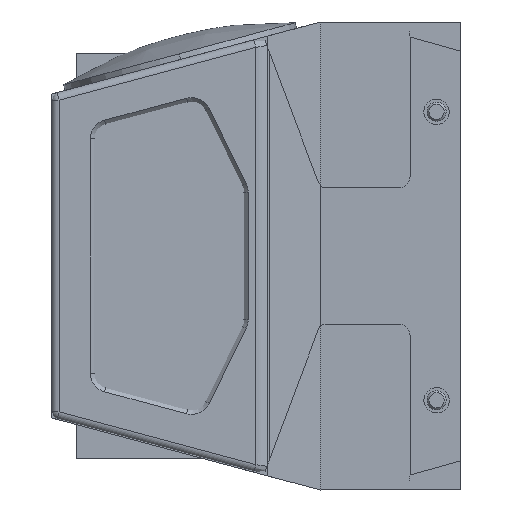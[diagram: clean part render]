
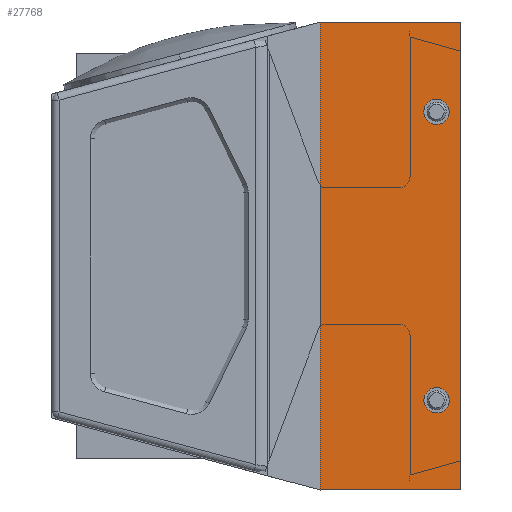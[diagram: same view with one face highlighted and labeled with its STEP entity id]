
A CAD part, left-side view. The second image highlights one B-rep face of the part: STEP entity #27768.
In plain terms, the highlighted planar face has unit normal (-1, 0, 0).
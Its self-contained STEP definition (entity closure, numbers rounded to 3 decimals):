
#27617=DIRECTION('',(0.,0.,1.));
#27618=VECTOR('',#27617,120.);
#27619=CARTESIAN_POINT('',(-21.5,-18.587,
-60.));
#27620=LINE('',#27619,#27618);
#27621=DIRECTION('',(0.,0.,-1.));
#27622=VECTOR('',#27621,120.);
#27623=CARTESIAN_POINT('',(-21.5,-54.585,60.));
#27624=LINE('',#27623,#27622);
#27677=DIRECTION('',(0.,-1.,0.));
#27678=VECTOR('',#27677,35.998);
#27679=CARTESIAN_POINT('',(-21.5,-18.587,
-60.));
#27680=LINE('',#27679,#27678);
#27717=DIRECTION('',(0.,1.,0.));
#27718=VECTOR('',#27717,35.998);
#27719=CARTESIAN_POINT('',(-21.5,-54.585,60.));
#27720=LINE('',#27719,#27718);
#27721=CARTESIAN_POINT('',(-21.5,-54.585,60.));
#27722=CARTESIAN_POINT('',(-21.5,-54.585,-60.));
#27723=VERTEX_POINT('',#27721);
#27724=VERTEX_POINT('',#27722);
#27729=CARTESIAN_POINT('',(-21.5,-18.587,
-60.));
#27730=CARTESIAN_POINT('',(-21.5,-18.587,
60.));
#27731=VERTEX_POINT('',#27729);
#27732=VERTEX_POINT('',#27730);
#27753=CARTESIAN_POINT('',(-21.5,0.,0.));
#27754=DIRECTION('',(1.,0.,0.));
#27755=DIRECTION('',(0.,1.,0.));
#27756=AXIS2_PLACEMENT_3D('',#27753,#27754,#27755);
#27757=PLANE('',#27756);
#27759=ORIENTED_EDGE('',*,*,#27758,.T.);
#27761=ORIENTED_EDGE('',*,*,#27760,.F.);
#27763=ORIENTED_EDGE('',*,*,#27762,.T.);
#27765=ORIENTED_EDGE('',*,*,#27764,.F.);
#27766=EDGE_LOOP('',(#27759,#27761,#27763,#27765));
#27767=FACE_OUTER_BOUND('',#27766,.F.);
#27768=ADVANCED_FACE('',(#27767),#27757,.F.);
#27758=EDGE_CURVE('',#27731,#27732,#27620,.T.);
#27760=EDGE_CURVE('',#27723,#27732,#27720,.T.);
#27762=EDGE_CURVE('',#27723,#27724,#27624,.T.);
#27764=EDGE_CURVE('',#27731,#27724,#27680,.T.);
